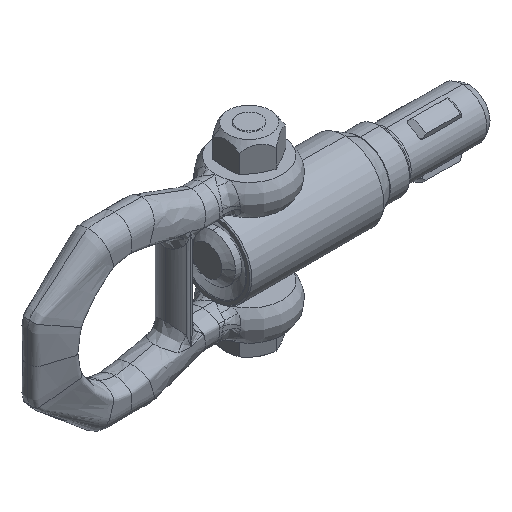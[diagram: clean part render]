
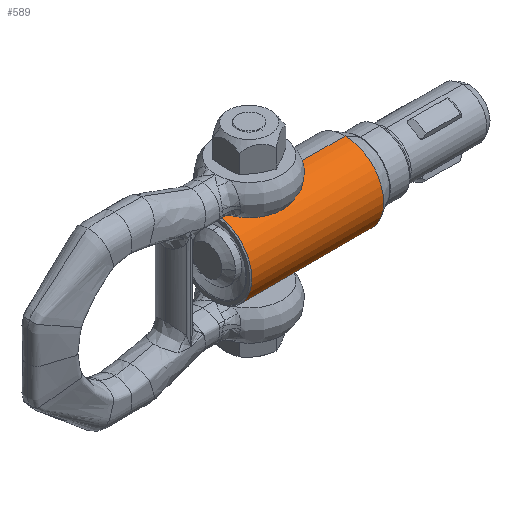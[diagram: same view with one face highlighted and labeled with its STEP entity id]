
A CAD part, isometric view. The second image highlights one B-rep face of the part: STEP entity #589.
In plain terms, the highlighted cylindrical face has radius 10.75 mm (diameter 21.5 mm), a partial arc.
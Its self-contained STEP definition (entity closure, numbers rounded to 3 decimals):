
#589=ADVANCED_FACE('',(#1207),#1208,.T.);
#1207=FACE_OUTER_BOUND('',#8805,.T.);
#1208=CYLINDRICAL_SURFACE('',#8806,10.75);
#8805=EDGE_LOOP('',(#10330,#10331,#10332,#10333));
#8806=AXIS2_PLACEMENT_3D('',#10334,#10335,#10336);
#10330=ORIENTED_EDGE('',*,*,#11210,.T.);
#10331=ORIENTED_EDGE('',*,*,#11277,.F.);
#10332=ORIENTED_EDGE('',*,*,#11212,.T.);
#10333=ORIENTED_EDGE('',*,*,#11275,.T.);
#10334=CARTESIAN_POINT('',(0.0,0.0,0.0));
#10335=DIRECTION('',(1.0,-0.0,0.0));
#10336=DIRECTION('',(0.0,0.0,1.0));
#11210=EDGE_CURVE('',#12254,#12250,#12255,.T.);
#11212=EDGE_CURVE('',#12246,#12256,#12258,.T.);
#11275=EDGE_CURVE('',#12256,#12254,#12344,.T.);
#11277=EDGE_CURVE('',#12246,#12250,#12346,.T.);
#12246=VERTEX_POINT('',#17220);
#12250=VERTEX_POINT('',#17225);
#12254=VERTEX_POINT('',#17230);
#12255=LINE('',#17231,#17232);
#12256=VERTEX_POINT('',#17233);
#12258=LINE('',#17235,#17236);
#12344=CIRCLE('',#17334,10.75);
#12346=CIRCLE('',#17336,10.75);
#17220=CARTESIAN_POINT('',(0.3,0.,-10.75));
#17225=CARTESIAN_POINT('',(0.3,0.,10.75));
#17230=CARTESIAN_POINT('',(37.043,0.0,10.75));
#17231=CARTESIAN_POINT('',(18.672,0.,10.75));
#17232=VECTOR('',#18373,1.0);
#17233=CARTESIAN_POINT('',(37.043,0.,-10.75));
#17235=CARTESIAN_POINT('',(0.0,0.,-10.75));
#17236=VECTOR('',#18377,10.75);
#17334=AXIS2_PLACEMENT_3D('',#18483,#18484,#18485);
#17336=AXIS2_PLACEMENT_3D('',#18486,#18487,#18488);
#18373=DIRECTION('',(-1.0,0.0,-0.0));
#18377=DIRECTION('',(1.0,0.0,0.0));
#18483=CARTESIAN_POINT('',(37.043,0.0,0.0));
#18484=DIRECTION('',(-1.0,0.0,0.0));
#18485=DIRECTION('',(0.0,0.0,1.0));
#18486=CARTESIAN_POINT('',(0.3,0.0,0.0));
#18487=DIRECTION('',(-1.0,0.0,0.0));
#18488=DIRECTION('',(0.0,0.0,1.0));
